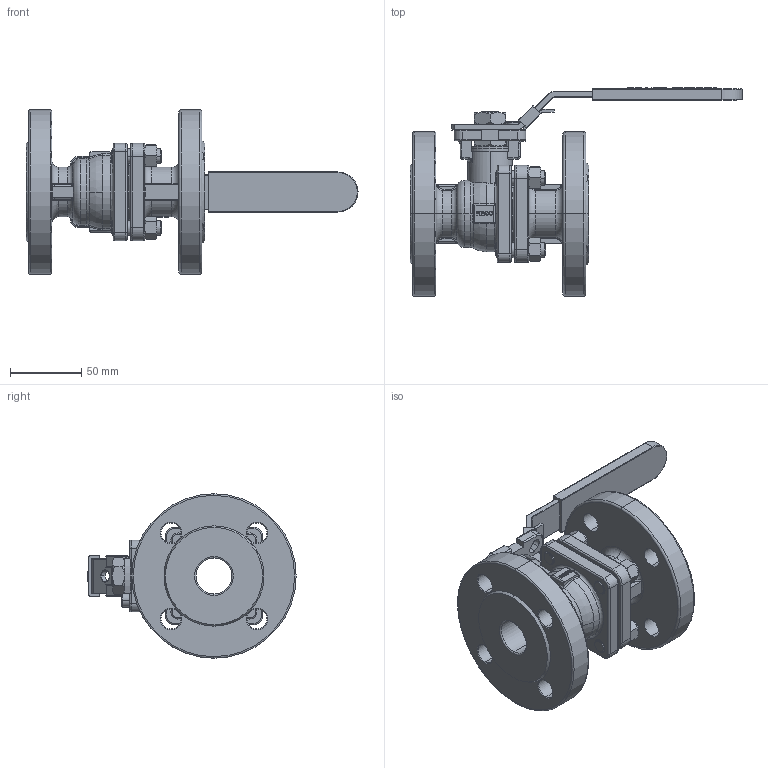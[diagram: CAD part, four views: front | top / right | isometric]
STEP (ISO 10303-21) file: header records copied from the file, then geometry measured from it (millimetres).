
FILE_DESCRIPTION (( 'STEP AP214' ), '1' );
FILE_NAME ('KH155-Kugelhahn-DN25-PN40-Betätigung-Fergo.STEP', '2022-09-19T08:21:38', ( '' ), ( '' ), 'SwSTEP 2.0', 'SolidWorks 2022', '' );
FILE_SCHEMA (( 'AUTOMOTIVE_DESIGN' ));
Length unit declared in the file: millimetre
Products named in the file (1): KH155-Kugelhahn-DN25-PN40-Betätigung-Fergo
Bounding box: 232.22 x 145.73 x 115 mm (x, y, z)
Volume: 548860.6 mm3; surface area: 138715.5 mm2
Topology: 22 solids, 22 shells, 1294 faces, 3236 edges, 2015 vertices
Faces by surface type: plane 560, cylinder 286, cone 198, bspline 150, torus 90, sphere 10
Entity records: 66898 total; most frequent: CARTESIAN_POINT 25610, ORIENTED_EDGE 6456, DIRECTION 5857, EDGE_CURVE 3228, AXIS2_PLACEMENT_3D 2112, VERTEX_POINT 2015, LINE 1633, VECTOR 1633
